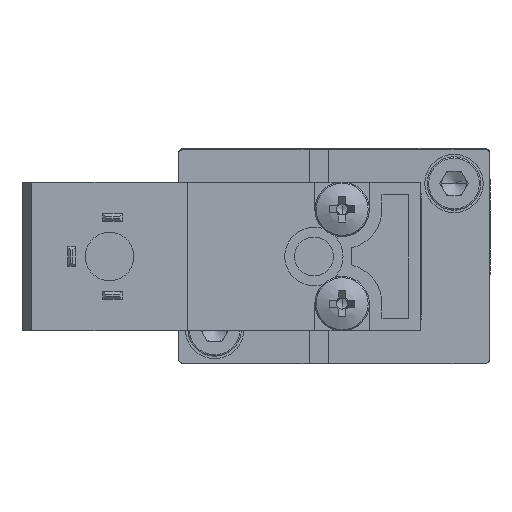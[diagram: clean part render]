
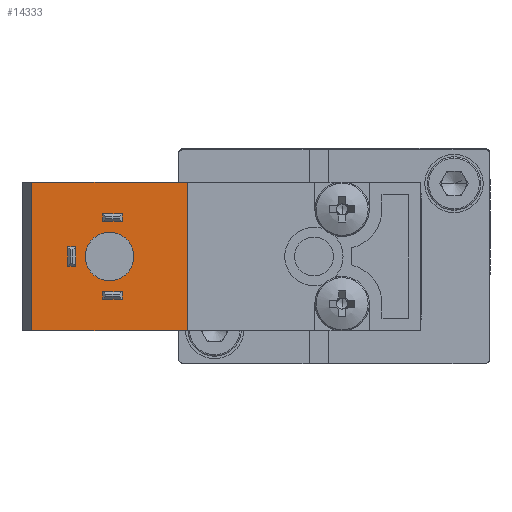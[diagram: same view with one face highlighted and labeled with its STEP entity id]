
A CAD part, left-side view. The second image highlights one B-rep face of the part: STEP entity #14333.
In plain terms, the highlighted planar face has unit normal (-1, 0, 0).
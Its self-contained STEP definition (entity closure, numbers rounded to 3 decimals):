
#39 = VERTEX_POINT ( 'NONE', #22216 ) ;
#60 = EDGE_LOOP ( 'NONE', ( #11224, #15833, #17420, #17788 ) ) ;
#64 = CARTESIAN_POINT ( 'NONE',  ( -89.35, 43.4, 10. ) ) ;
#148 = VECTOR ( 'NONE', #10779, 1000. ) ;
#753 = LINE ( 'NONE', #3879, #5062 ) ;
#779 = ORIENTED_EDGE ( 'NONE', *, *, #10512, .T. ) ;
#785 = LINE ( 'NONE', #8937, #148 ) ;
#1005 = FACE_BOUND ( 'NONE', #2190, .T. ) ;
#1142 = CARTESIAN_POINT ( 'NONE',  ( -89.35, 39.1, 13.5 ) ) ;
#1475 = EDGE_CURVE ( 'NONE', #15453, #5981, #11785, .T. ) ;
#1814 = ORIENTED_EDGE ( 'NONE', *, *, #11882, .T. ) ;
#1836 = DIRECTION ( 'NONE',  ( 0., 1., 0. ) ) ;
#1882 = CARTESIAN_POINT ( 'NONE',  ( -89.35, 37.8, 15.4 ) ) ;
#2190 = EDGE_LOOP ( 'NONE', ( #15900, #779, #8336, #8125 ) ) ;
#2307 = DIRECTION ( 'NONE',  ( 0., 0., 1. ) ) ;
#2330 = VECTOR ( 'NONE', #1836, 1000. ) ;
#2348 = CARTESIAN_POINT ( 'NONE',  ( -89.35, 37.8, 15.4 ) ) ;
#2394 = VERTEX_POINT ( 'NONE', #8165 ) ;
#2549 = EDGE_CURVE ( 'NONE', #12853, #19025, #12570, .T. ) ;
#3450 = DIRECTION ( 'NONE',  ( 0., 1., 0. ) ) ;
#3530 = DIRECTION ( 'NONE',  ( 0., 1., 0. ) ) ;
#3579 = VECTOR ( 'NONE', #4922, 1000. ) ;
#3879 = CARTESIAN_POINT ( 'NONE',  ( -89.35, 42.6, 10. ) ) ;
#3926 = CARTESIAN_POINT ( 'NONE',  ( -89.35, 37.8, 6.6 ) ) ;
#4037 = DIRECTION ( 'NONE',  ( 1., 0., 0. ) ) ;
#4866 = LINE ( 'NONE', #13344, #13961 ) ;
#4922 = DIRECTION ( 'NONE',  ( 0., 0., 1. ) ) ;
#5062 = VECTOR ( 'NONE', #11134, 1000. ) ;
#5288 = CARTESIAN_POINT ( 'NONE',  ( -89.35, 47.1, 18.65 ) ) ;
#5309 = FACE_BOUND ( 'NONE', #10412, .T. ) ;
#5587 = VERTEX_POINT ( 'NONE', #18360 ) ;
#5730 = DIRECTION ( 'NONE',  ( 0., 0., 1. ) ) ;
#5752 = DIRECTION ( 'NONE',  ( 0., -1., 0. ) ) ;
#5981 = VERTEX_POINT ( 'NONE', #2348 ) ;
#5994 = LINE ( 'NONE', #12836, #19819 ) ;
#6123 = ORIENTED_EDGE ( 'NONE', *, *, #2549, .F. ) ;
#6284 = ORIENTED_EDGE ( 'NONE', *, *, #10930, .T. ) ;
#6446 = VERTEX_POINT ( 'NONE', #3926 ) ;
#6455 = LINE ( 'NONE', #12541, #20825 ) ;
#6924 = DIRECTION ( 'NONE',  ( 0., 0., -1. ) ) ;
#7012 = LINE ( 'NONE', #21167, #16038 ) ;
#7107 = ORIENTED_EDGE ( 'NONE', *, *, #19116, .T. ) ;
#7362 = VERTEX_POINT ( 'NONE', #11936 ) ;
#7377 = VERTEX_POINT ( 'NONE', #10092 ) ;
#7508 = VERTEX_POINT ( 'NONE', #21528 ) ;
#7625 = CARTESIAN_POINT ( 'NONE',  ( -89.35, 39.6, 11. ) ) ;
#7771 = LINE ( 'NONE', #9103, #2330 ) ;
#8096 = CARTESIAN_POINT ( 'NONE',  ( -89.35, 47.1, 3.35 ) ) ;
#8125 = ORIENTED_EDGE ( 'NONE', *, *, #20112, .T. ) ;
#8165 = CARTESIAN_POINT ( 'NONE',  ( -89.35, 39.8, 14.6 ) ) ;
#8336 = ORIENTED_EDGE ( 'NONE', *, *, #9289, .F. ) ;
#8911 = LINE ( 'NONE', #21927, #13768 ) ;
#8937 = CARTESIAN_POINT ( 'NONE',  ( -89.35, 39.8, 6.6 ) ) ;
#8979 = CARTESIAN_POINT ( 'NONE',  ( -89.35, 39.8, 15.4 ) ) ;
#9103 = CARTESIAN_POINT ( 'NONE',  ( -89.35, 39.6, 18.65 ) ) ;
#9144 = CARTESIAN_POINT ( 'NONE',  ( -89.35, 39.1, 11. ) ) ;
#9272 = VERTEX_POINT ( 'NONE', #1142 ) ;
#9289 = EDGE_CURVE ( 'NONE', #6446, #7377, #22818, .T. ) ;
#9425 = DIRECTION ( 'NONE',  ( 0., 0., 1. ) ) ;
#9607 = EDGE_CURVE ( 'NONE', #20400, #15695, #7012, .T. ) ;
#9664 = EDGE_CURVE ( 'NONE', #20400, #13976, #6455, .T. ) ;
#9698 = EDGE_CURVE ( 'NONE', #7508, #12853, #18552, .T. ) ;
#10092 = CARTESIAN_POINT ( 'NONE',  ( -89.35, 37.8, 7.4 ) ) ;
#10146 = LINE ( 'NONE', #16334, #19158 ) ;
#10412 = EDGE_LOOP ( 'NONE', ( #22262, #6284 ) ) ;
#10512 = EDGE_CURVE ( 'NONE', #39, #7377, #8911, .T. ) ;
#10617 = CIRCLE ( 'NONE', #13781, 2.5 ) ;
#10779 = DIRECTION ( 'NONE',  ( 0., 0., -1. ) ) ;
#10930 = EDGE_CURVE ( 'NONE', #20658, #9272, #10617, .T. ) ;
#10989 = DIRECTION ( 'NONE',  ( 0., 0., 1. ) ) ;
#11020 = DIRECTION ( 'NONE',  ( 0., 0., 1. ) ) ;
#11134 = DIRECTION ( 'NONE',  ( 0., -1., 0. ) ) ;
#11224 = ORIENTED_EDGE ( 'NONE', *, *, #21352, .F. ) ;
#11785 = LINE ( 'NONE', #1882, #15970 ) ;
#11882 = EDGE_CURVE ( 'NONE', #7508, #7362, #21491, .T. ) ;
#11936 = CARTESIAN_POINT ( 'NONE',  ( -89.35, 31.1, 18.65 ) ) ;
#11944 = CARTESIAN_POINT ( 'NONE',  ( -89.35, 37.8, 14.6 ) ) ;
#12541 = CARTESIAN_POINT ( 'NONE',  ( -89.35, 43.4, 12. ) ) ;
#12563 = DIRECTION ( 'NONE',  ( 0., 1., 0. ) ) ;
#12570 = LINE ( 'NONE', #12770, #16782 ) ;
#12735 = VECTOR ( 'NONE', #12563, 1000. ) ;
#12770 = CARTESIAN_POINT ( 'NONE',  ( -89.35, 47.1, 7.175 ) ) ;
#12785 = AXIS2_PLACEMENT_3D ( 'NONE', #7625, #20214, #9425 ) ;
#12836 = CARTESIAN_POINT ( 'NONE',  ( -89.35, 43.4, 11. ) ) ;
#12853 = VERTEX_POINT ( 'NONE', #8096 ) ;
#13012 = VECTOR ( 'NONE', #20486, 1000. ) ;
#13078 = CARTESIAN_POINT ( 'NONE',  ( -89.35, 42.6, 12. ) ) ;
#13344 = CARTESIAN_POINT ( 'NONE',  ( -89.35, 39.6, 14.6 ) ) ;
#13748 = EDGE_CURVE ( 'NONE', #21444, #15695, #753, .T. ) ;
#13760 = DIRECTION ( 'NONE',  ( 0., 0., 1. ) ) ;
#13768 = VECTOR ( 'NONE', #5752, 1000. ) ;
#13781 = AXIS2_PLACEMENT_3D ( 'NONE', #9144, #21732, #10989 ) ;
#13835 = ORIENTED_EDGE ( 'NONE', *, *, #9664, .F. ) ;
#13850 = EDGE_CURVE ( 'NONE', #20147, #5981, #23147, .T. ) ;
#13961 = VECTOR ( 'NONE', #18744, 1000. ) ;
#13976 = VERTEX_POINT ( 'NONE', #22617 ) ;
#14333 = ADVANCED_FACE ( 'NONE', ( #14955, #5309, #19192, #1005, #14385 ), #14718, .T. ) ;
#14385 = FACE_BOUND ( 'NONE', #60, .T. ) ;
#14718 = PLANE ( 'NONE',  #12785 ) ;
#14919 = CARTESIAN_POINT ( 'NONE',  ( -89.35, 39.1, 11. ) ) ;
#14955 = FACE_OUTER_BOUND ( 'NONE', #18484, .T. ) ;
#15377 = AXIS2_PLACEMENT_3D ( 'NONE', #14919, #4037, #16728 ) ;
#15453 = VERTEX_POINT ( 'NONE', #11944 ) ;
#15695 = VERTEX_POINT ( 'NONE', #15703 ) ;
#15703 = CARTESIAN_POINT ( 'NONE',  ( -89.35, 42.6, 10. ) ) ;
#15833 = ORIENTED_EDGE ( 'NONE', *, *, #13850, .T. ) ;
#15900 = ORIENTED_EDGE ( 'NONE', *, *, #17926, .F. ) ;
#15920 = EDGE_CURVE ( 'NONE', #7362, #19025, #7771, .T. ) ;
#15970 = VECTOR ( 'NONE', #2307, 1000. ) ;
#16038 = VECTOR ( 'NONE', #6924, 1000. ) ;
#16208 = CARTESIAN_POINT ( 'NONE',  ( -89.35, 7.1, 3.35 ) ) ;
#16277 = CARTESIAN_POINT ( 'NONE',  ( -89.35, 39.1, 8.5 ) ) ;
#16334 = CARTESIAN_POINT ( 'NONE',  ( -89.35, 39.8, 14.6 ) ) ;
#16593 = CARTESIAN_POINT ( 'NONE',  ( -89.35, 31.1, 11. ) ) ;
#16728 = DIRECTION ( 'NONE',  ( 0., 0., 1. ) ) ;
#16782 = VECTOR ( 'NONE', #13760, 1000. ) ;
#17420 = ORIENTED_EDGE ( 'NONE', *, *, #1475, .F. ) ;
#17788 = ORIENTED_EDGE ( 'NONE', *, *, #18631, .T. ) ;
#17926 = EDGE_CURVE ( 'NONE', #39, #5587, #785, .T. ) ;
#18122 = DIRECTION ( 'NONE',  ( 0., 0., -1. ) ) ;
#18360 = CARTESIAN_POINT ( 'NONE',  ( -89.35, 39.8, 6.6 ) ) ;
#18484 = EDGE_LOOP ( 'NONE', ( #6123, #19941, #1814, #19638 ) ) ;
#18552 = LINE ( 'NONE', #16208, #23326 ) ;
#18631 = EDGE_CURVE ( 'NONE', #15453, #2394, #4866, .T. ) ;
#18744 = DIRECTION ( 'NONE',  ( 0., 1., 0. ) ) ;
#18919 = ORIENTED_EDGE ( 'NONE', *, *, #9607, .T. ) ;
#19025 = VERTEX_POINT ( 'NONE', #5288 ) ;
#19116 = EDGE_CURVE ( 'NONE', #21444, #13976, #5994, .T. ) ;
#19158 = VECTOR ( 'NONE', #18122, 1000. ) ;
#19192 = FACE_BOUND ( 'NONE', #22410, .T. ) ;
#19398 = CARTESIAN_POINT ( 'NONE',  ( -89.35, 37.8, 7.4 ) ) ;
#19638 = ORIENTED_EDGE ( 'NONE', *, *, #15920, .T. ) ;
#19708 = CARTESIAN_POINT ( 'NONE',  ( -89.35, 39.6, 6.6 ) ) ;
#19818 = ORIENTED_EDGE ( 'NONE', *, *, #13748, .F. ) ;
#19819 = VECTOR ( 'NONE', #11020, 1000. ) ;
#19941 = ORIENTED_EDGE ( 'NONE', *, *, #9698, .F. ) ;
#20112 = EDGE_CURVE ( 'NONE', #6446, #5587, #22856, .T. ) ;
#20147 = VERTEX_POINT ( 'NONE', #8979 ) ;
#20214 = DIRECTION ( 'NONE',  ( -1., 0., 0. ) ) ;
#20400 = VERTEX_POINT ( 'NONE', #13078 ) ;
#20486 = DIRECTION ( 'NONE',  ( 0., -1., 0. ) ) ;
#20658 = VERTEX_POINT ( 'NONE', #16277 ) ;
#20825 = VECTOR ( 'NONE', #3450, 1000. ) ;
#21167 = CARTESIAN_POINT ( 'NONE',  ( -89.35, 42.6, 11. ) ) ;
#21352 = EDGE_CURVE ( 'NONE', #20147, #2394, #10146, .T. ) ;
#21444 = VERTEX_POINT ( 'NONE', #64 ) ;
#21491 = LINE ( 'NONE', #16593, #22042 ) ;
#21528 = CARTESIAN_POINT ( 'NONE',  ( -89.35, 31.1, 3.35 ) ) ;
#21732 = DIRECTION ( 'NONE',  ( 1., 0., 0. ) ) ;
#21927 = CARTESIAN_POINT ( 'NONE',  ( -89.35, 39.6, 7.4 ) ) ;
#22042 = VECTOR ( 'NONE', #5730, 1000. ) ;
#22216 = CARTESIAN_POINT ( 'NONE',  ( -89.35, 39.8, 7.4 ) ) ;
#22262 = ORIENTED_EDGE ( 'NONE', *, *, #22876, .T. ) ;
#22282 = CARTESIAN_POINT ( 'NONE',  ( -89.35, 39.6, 15.4 ) ) ;
#22410 = EDGE_LOOP ( 'NONE', ( #7107, #13835, #18919, #19818 ) ) ;
#22435 = CIRCLE ( 'NONE', #15377, 2.5 ) ;
#22617 = CARTESIAN_POINT ( 'NONE',  ( -89.35, 43.4, 12. ) ) ;
#22818 = LINE ( 'NONE', #19398, #3579 ) ;
#22856 = LINE ( 'NONE', #19708, #12735 ) ;
#22876 = EDGE_CURVE ( 'NONE', #9272, #20658, #22435, .T. ) ;
#23147 = LINE ( 'NONE', #22282, #13012 ) ;
#23326 = VECTOR ( 'NONE', #3530, 1000. ) ;
